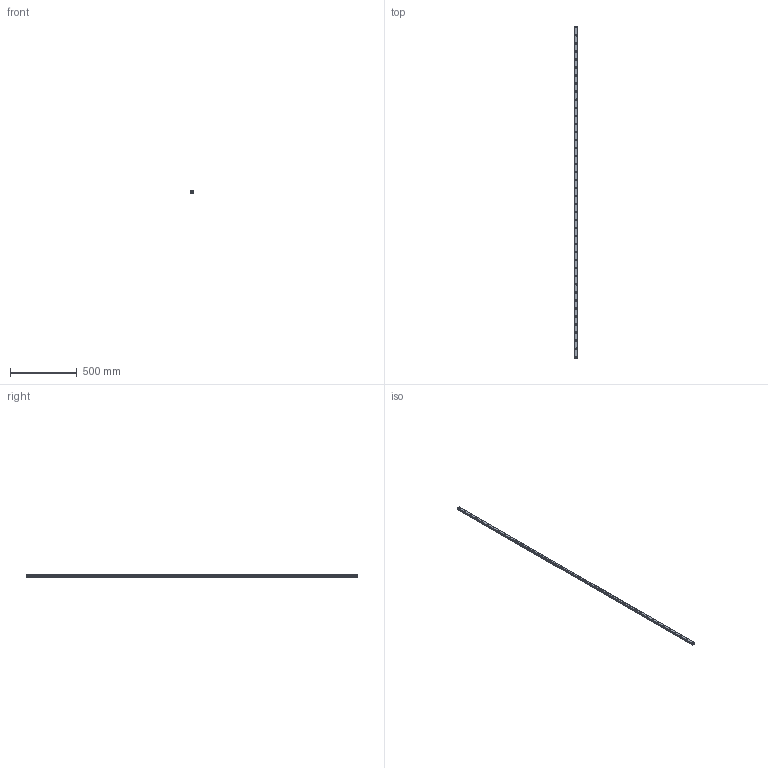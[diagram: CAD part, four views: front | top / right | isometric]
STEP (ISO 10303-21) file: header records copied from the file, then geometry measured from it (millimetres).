
FILE_DESCRIPTION(('STEP AP214'),'1');
FILE_NAME('cctmp_90869CF0-E61D-4EB4-B10F-BCF9333D8428_2021_02_03_14_09_40_0505..stp','2021-02-03T13:09:40',('HIWIN GmbH'),('CADClick - www.CADClick.com'),'Spatial InterOp 3D',' ','unknown authorization');
FILE_SCHEMA(('AUTOMOTIVE_DESIGN'));
Length unit declared in the file: millimetre
Products named in the file (1): EGR20R2480C_FILE
Bounding box: 20 x 2480 x 15.5 mm (x, y, z)
Volume: 665032.6 mm3; surface area: 198684.5 mm2
Topology: 1 solids, 1 shells, 607 faces, 1383 edges, 866 vertices
Faces by surface type: plane 337, cylinder 270
Entity records: 22041 total; most frequent: DIRECTION 3307, CARTESIAN_POINT 2857, ORIENTED_EDGE 2766, EDGE_CURVE 1383, AXIS2_PLACEMENT_3D 1316, VERTEX_POINT 866, EDGE_LOOP 695, LINE 675
